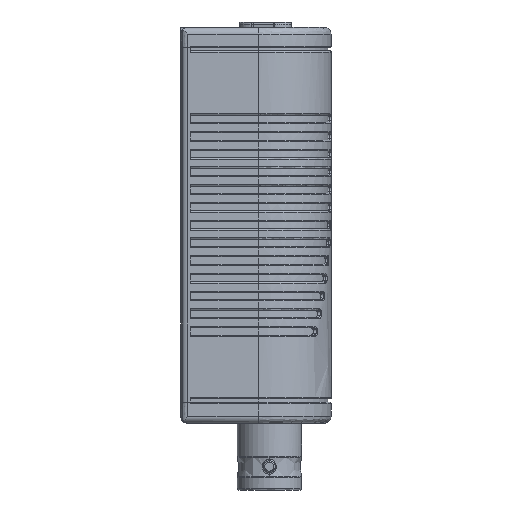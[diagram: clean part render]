
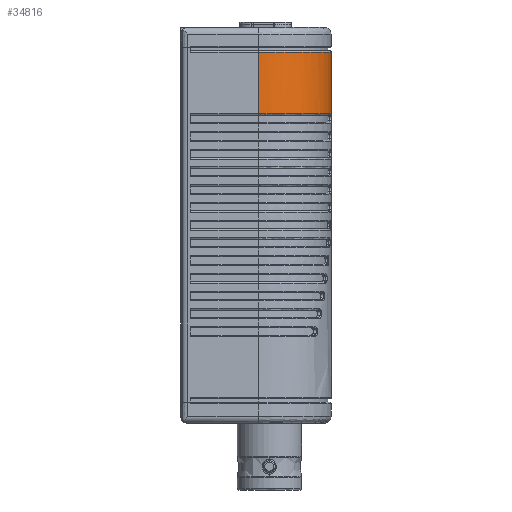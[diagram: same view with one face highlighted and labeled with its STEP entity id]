
A CAD part, left-side view. The second image highlights one B-rep face of the part: STEP entity #34816.
In plain terms, the highlighted free-form (B-spline) face has degree [3, 1] with [8, 2] control points.
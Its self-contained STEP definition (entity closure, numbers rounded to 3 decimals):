
#790 = CARTESIAN_POINT ( 'NONE',  ( -40.407, -22.5, -12.915 ) ) ;
#1011 = CARTESIAN_POINT ( 'NONE',  ( -40.407, -22.5, -3.71 ) ) ;
#1333 = CARTESIAN_POINT ( 'NONE',  ( -51.891, -11.602, -12.915 ) ) ;
#1335 = CARTESIAN_POINT ( 'NONE',  ( -51.891, -11.602, -3.71 ) ) ;
#19350 = VERTEX_POINT ( 'NONE', #790 ) ;
#19476 = VERTEX_POINT ( 'NONE', #1011 ) ;
#19660 = VERTEX_POINT ( 'NONE', #1333 ) ;
#19661 = VERTEX_POINT ( 'NONE', #1335 ) ;
#22879 = B_SPLINE_SURFACE_WITH_KNOTS ( 'NONE', 3, 1, ( 
 ( #58431, #58427 ),
 ( #58433, #58434 ),
 ( #58435, #58436 ),
 ( #58437, #58438 ),
 ( #58439, #58440 ),
 ( #58441, #58442 ),
 ( #58443, #58444 ),
 ( #58445, #58446 ) ),
 .UNSPECIFIED., .F., .F., .F.,
 ( 4, 1, 1, 1, 1, 4 ),
 ( 2, 2 ),
 ( 0.01, 0.259, 0.5, 0.741, 0.99, 0.996 ),
 ( 0., 1. ),
 .UNSPECIFIED. ) ;
#30415 = EDGE_LOOP ( 'NONE', ( #37214, #37217, #37219, #37222 ) ) ;
#34442 = EDGE_CURVE ( 'NONE', #19660, #19350, #35679, .T. ) ;
#34447 = EDGE_CURVE ( 'NONE', #19350, #19476, #36631, .T. ) ;
#34449 = EDGE_CURVE ( 'NONE', #19476, #19661, #35683, .T. ) ;
#34612 = EDGE_CURVE ( 'NONE', #19660, #19661, #38687, .T. ) ;
#34816 = ADVANCED_FACE ( 'NONE', ( #58430 ), #22879, .T. ) ;
#35679 = B_SPLINE_CURVE_WITH_KNOTS ( 'NONE', 3,
 ( #36542, #36540, #36579, #36582, #36585, #36587, #36590 ),
 .UNSPECIFIED., .F., .F.,
 ( 4, 1, 1, 1, 4 ),
 ( 0., 0.254, 0.5, 0.746, 1. ),
 .UNSPECIFIED. ) ;
#35683 = B_SPLINE_CURVE_WITH_KNOTS ( 'NONE', 3,
 ( #36643, #36647, #36661, #36664, #36667, #36669, #36672, #36675 ),
 .UNSPECIFIED., .F., .F.,
 ( 4, 1, 1, 1, 1, 4 ),
 ( 0., 0., 0.254, 0.5, 0.746, 1. ),
 .UNSPECIFIED. ) ;
#36540 = CARTESIAN_POINT ( 'NONE',  ( -51.814, -13.071, -12.915 ) ) ;
#36542 = CARTESIAN_POINT ( 'NONE',  ( -51.891, -11.602, -12.915 ) ) ;
#36579 = CARTESIAN_POINT ( 'NONE',  ( -51.098, -15.963, -12.915 ) ) ;
#36582 = CARTESIAN_POINT ( 'NONE',  ( -48.507, -19.535, -12.915 ) ) ;
#36585 = CARTESIAN_POINT ( 'NONE',  ( -44.803, -21.935, -12.915 ) ) ;
#36587 = CARTESIAN_POINT ( 'NONE',  ( -41.878, -22.5, -12.915 ) ) ;
#36590 = CARTESIAN_POINT ( 'NONE',  ( -40.407, -22.5, -12.915 ) ) ;
#36631 = LINE ( 'NONE', #36636, #43277 ) ;
#36636 = CARTESIAN_POINT ( 'NONE',  ( -40.407, -22.5, -3.71 ) ) ;
#36639 = DIRECTION ( 'NONE',  ( 0., 0., 1. ) ) ;
#36643 = CARTESIAN_POINT ( 'NONE',  ( -40.407, -22.5, -3.71 ) ) ;
#36647 = CARTESIAN_POINT ( 'NONE',  ( -40.407, -22.5, -3.71 ) ) ;
#36661 = CARTESIAN_POINT ( 'NONE',  ( -41.878, -22.5, -3.71 ) ) ;
#36664 = CARTESIAN_POINT ( 'NONE',  ( -44.803, -21.935, -3.71 ) ) ;
#36667 = CARTESIAN_POINT ( 'NONE',  ( -48.507, -19.535, -3.71 ) ) ;
#36669 = CARTESIAN_POINT ( 'NONE',  ( -51.098, -15.963, -3.71 ) ) ;
#36672 = CARTESIAN_POINT ( 'NONE',  ( -51.814, -13.071, -3.71 ) ) ;
#36675 = CARTESIAN_POINT ( 'NONE',  ( -51.891, -11.602, -3.71 ) ) ;
#37214 = ORIENTED_EDGE ( 'NONE', *, *, #34447, .T. ) ;
#37217 = ORIENTED_EDGE ( 'NONE', *, *, #34449, .T. ) ;
#37219 = ORIENTED_EDGE ( 'NONE', *, *, #34612, .F. ) ;
#37222 = ORIENTED_EDGE ( 'NONE', *, *, #34442, .T. ) ;
#38687 = LINE ( 'NONE', #38692, #41283 ) ;
#38692 = CARTESIAN_POINT ( 'NONE',  ( -51.891, -11.602, 0. ) ) ;
#38695 = DIRECTION ( 'NONE',  ( 0., 0., 1. ) ) ;
#41283 = VECTOR ( 'NONE', #38695, 1000. ) ;
#43277 = VECTOR ( 'NONE', #36639, 1000. ) ;
#58427 = CARTESIAN_POINT ( 'NONE',  ( -51.891, -11.602, -3.71 ) ) ;
#58430 = FACE_OUTER_BOUND ( 'NONE', #30415, .T. ) ;
#58431 = CARTESIAN_POINT ( 'NONE',  ( -51.891, -11.602, -12.915 ) ) ;
#58433 = CARTESIAN_POINT ( 'NONE',  ( -51.814, -13.071, -12.915 ) ) ;
#58434 = CARTESIAN_POINT ( 'NONE',  ( -51.814, -13.071, -3.71 ) ) ;
#58435 = CARTESIAN_POINT ( 'NONE',  ( -51.098, -15.963, -12.915 ) ) ;
#58436 = CARTESIAN_POINT ( 'NONE',  ( -51.098, -15.963, -3.71 ) ) ;
#58437 = CARTESIAN_POINT ( 'NONE',  ( -48.507, -19.535, -12.915 ) ) ;
#58438 = CARTESIAN_POINT ( 'NONE',  ( -48.507, -19.535, -3.71 ) ) ;
#58439 = CARTESIAN_POINT ( 'NONE',  ( -44.803, -21.935, -12.915 ) ) ;
#58440 = CARTESIAN_POINT ( 'NONE',  ( -44.803, -21.935, -3.71 ) ) ;
#58441 = CARTESIAN_POINT ( 'NONE',  ( -41.843, -22.507, -12.915 ) ) ;
#58442 = CARTESIAN_POINT ( 'NONE',  ( -41.843, -22.507, -3.71 ) ) ;
#58443 = CARTESIAN_POINT ( 'NONE',  ( -40.338, -22.5, -12.915 ) ) ;
#58444 = CARTESIAN_POINT ( 'NONE',  ( -40.338, -22.5, -3.71 ) ) ;
#58445 = CARTESIAN_POINT ( 'NONE',  ( -40.303, -22.499, -12.915 ) ) ;
#58446 = CARTESIAN_POINT ( 'NONE',  ( -40.303, -22.499, -3.71 ) ) ;
